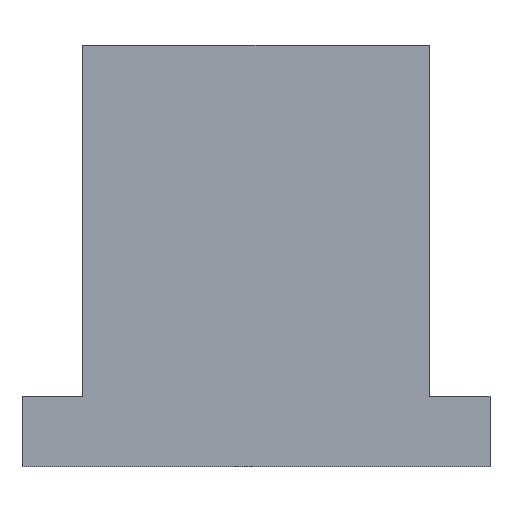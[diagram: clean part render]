
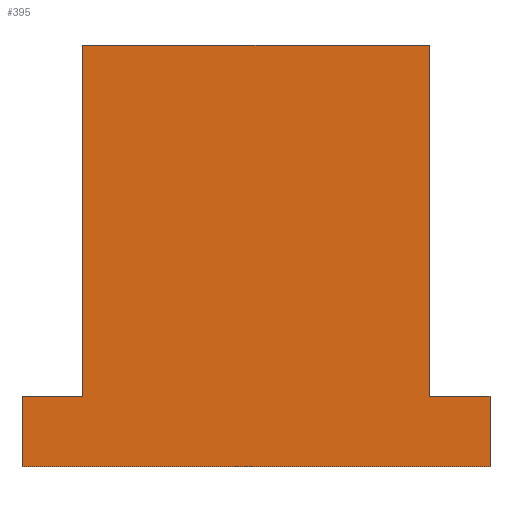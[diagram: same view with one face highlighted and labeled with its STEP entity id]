
A CAD part, front view. The second image highlights one B-rep face of the part: STEP entity #395.
In plain terms, the highlighted planar face has unit normal (0, -1, 0).
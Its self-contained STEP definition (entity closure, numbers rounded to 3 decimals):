
#12 = CARTESIAN_POINT ( 'NONE',  ( 14.8, -26., 6. ) ) ;
#24 = DIRECTION ( 'NONE',  ( 0., 1., 0. ) ) ;
#35 = CARTESIAN_POINT ( 'NONE',  ( -20., -26., 6. ) ) ;
#57 = EDGE_CURVE ( 'NONE', #198, #1114, #1063, .T. ) ;
#97 = VECTOR ( 'NONE', #1600, 1000. ) ;
#102 = VERTEX_POINT ( 'NONE', #877 ) ;
#126 = DIRECTION ( 'NONE',  ( 1., 0., 0. ) ) ;
#159 = EDGE_CURVE ( 'NONE', #278, #630, #1306, .T. ) ;
#178 = DIRECTION ( 'NONE',  ( 0., 0., -1. ) ) ;
#180 = DIRECTION ( 'NONE',  ( 0., 0., -1. ) ) ;
#198 = VERTEX_POINT ( 'NONE', #1148 ) ;
#222 = LINE ( 'NONE', #863, #97 ) ;
#278 = VERTEX_POINT ( 'NONE', #330 ) ;
#287 = CARTESIAN_POINT ( 'NONE',  ( -20., -26., 6. ) ) ;
#292 = CARTESIAN_POINT ( 'NONE',  ( 20., -26., 6. ) ) ;
#293 = DIRECTION ( 'NONE',  ( 0., 0., 1. ) ) ;
#309 = CARTESIAN_POINT ( 'NONE',  ( -20., -26., 6. ) ) ;
#314 = ORIENTED_EDGE ( 'NONE', *, *, #159, .F. ) ;
#330 = CARTESIAN_POINT ( 'NONE',  ( -14.8, -26., 36. ) ) ;
#338 = EDGE_CURVE ( 'NONE', #1024, #367, #650, .T. ) ;
#367 = VERTEX_POINT ( 'NONE', #1956 ) ;
#395 = ADVANCED_FACE ( 'NONE', ( #788 ), #1367, .F. ) ;
#434 = DIRECTION ( 'NONE',  ( 1., 0., 0. ) ) ;
#539 = ORIENTED_EDGE ( 'NONE', *, *, #1273, .T. ) ;
#628 = ORIENTED_EDGE ( 'NONE', *, *, #1113, .F. ) ;
#630 = VERTEX_POINT ( 'NONE', #1927 ) ;
#650 = LINE ( 'NONE', #770, #1837 ) ;
#770 = CARTESIAN_POINT ( 'NONE',  ( 20., -26., 6. ) ) ;
#788 = FACE_OUTER_BOUND ( 'NONE', #1155, .T. ) ;
#792 = ORIENTED_EDGE ( 'NONE', *, *, #1720, .F. ) ;
#812 = VECTOR ( 'NONE', #1181, 1000. ) ;
#863 = CARTESIAN_POINT ( 'NONE',  ( -14.8, -26., 36. ) ) ;
#877 = CARTESIAN_POINT ( 'NONE',  ( -20., -26., 0. ) ) ;
#915 = VECTOR ( 'NONE', #1667, 1000. ) ;
#937 = LINE ( 'NONE', #1533, #1574 ) ;
#952 = CARTESIAN_POINT ( 'NONE',  ( -20., -26., 0. ) ) ;
#990 = AXIS2_PLACEMENT_3D ( 'NONE', #35, #24, #293 ) ;
#1024 = VERTEX_POINT ( 'NONE', #292 ) ;
#1039 = EDGE_CURVE ( 'NONE', #198, #102, #1206, .T. ) ;
#1054 = VECTOR ( 'NONE', #434, 1000. ) ;
#1060 = VECTOR ( 'NONE', #126, 1000. ) ;
#1063 = LINE ( 'NONE', #287, #1054 ) ;
#1113 = EDGE_CURVE ( 'NONE', #1161, #1024, #1199, .T. ) ;
#1114 = VERTEX_POINT ( 'NONE', #1503 ) ;
#1148 = CARTESIAN_POINT ( 'NONE',  ( -20., -26., 6. ) ) ;
#1155 = EDGE_LOOP ( 'NONE', ( #539, #1888, #628, #792, #314, #1383, #1403, #1561 ) ) ;
#1161 = VERTEX_POINT ( 'NONE', #12 ) ;
#1181 = DIRECTION ( 'NONE',  ( 0., 0., -1. ) ) ;
#1199 = LINE ( 'NONE', #1366, #915 ) ;
#1206 = LINE ( 'NONE', #309, #812 ) ;
#1245 = LINE ( 'NONE', #952, #1828 ) ;
#1273 = EDGE_CURVE ( 'NONE', #102, #367, #1245, .T. ) ;
#1306 = LINE ( 'NONE', #1934, #1060 ) ;
#1366 = CARTESIAN_POINT ( 'NONE',  ( -20., -26., 6. ) ) ;
#1367 = PLANE ( 'NONE',  #990 ) ;
#1383 = ORIENTED_EDGE ( 'NONE', *, *, #1422, .T. ) ;
#1403 = ORIENTED_EDGE ( 'NONE', *, *, #57, .F. ) ;
#1422 = EDGE_CURVE ( 'NONE', #278, #1114, #222, .T. ) ;
#1503 = CARTESIAN_POINT ( 'NONE',  ( -14.8, -26., 6. ) ) ;
#1533 = CARTESIAN_POINT ( 'NONE',  ( 14.8, -26., 36. ) ) ;
#1548 = DIRECTION ( 'NONE',  ( 1., 0., 0. ) ) ;
#1561 = ORIENTED_EDGE ( 'NONE', *, *, #1039, .T. ) ;
#1574 = VECTOR ( 'NONE', #180, 1000. ) ;
#1600 = DIRECTION ( 'NONE',  ( 0., 0., -1. ) ) ;
#1667 = DIRECTION ( 'NONE',  ( 1., 0., 0. ) ) ;
#1720 = EDGE_CURVE ( 'NONE', #630, #1161, #937, .T. ) ;
#1828 = VECTOR ( 'NONE', #1548, 1000. ) ;
#1837 = VECTOR ( 'NONE', #178, 1000. ) ;
#1888 = ORIENTED_EDGE ( 'NONE', *, *, #338, .F. ) ;
#1927 = CARTESIAN_POINT ( 'NONE',  ( 14.8, -26., 36. ) ) ;
#1934 = CARTESIAN_POINT ( 'NONE',  ( -14.8, -26., 36. ) ) ;
#1956 = CARTESIAN_POINT ( 'NONE',  ( 20., -26., 0. ) ) ;
